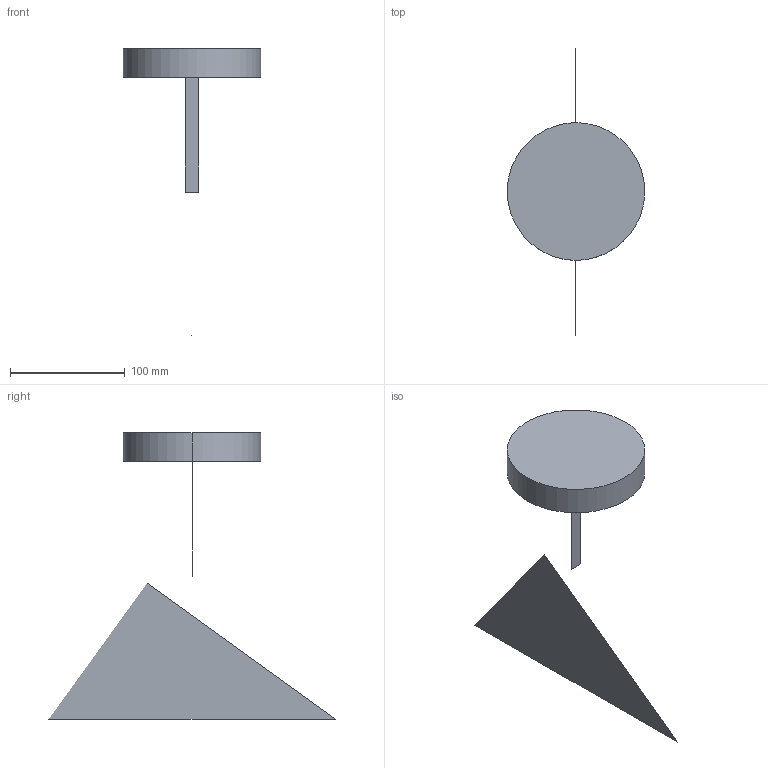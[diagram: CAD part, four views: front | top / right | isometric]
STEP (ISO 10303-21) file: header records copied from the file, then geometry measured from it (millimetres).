
FILE_DESCRIPTION(/* description */ (''),/* implementation_level */ '2;1');
FILE_NAME(/* name */ '1744.202_JUGEN',/* time_stamp */ '2023-01-18T18:11:55+01:00',/* author */ (''),/* organization */ (''),/* preprocessor_version */ 'ST-DEVELOPER v16.5',/* originating_system */ 'Rhino 7.15',/* authorisation */ '');
FILE_SCHEMA (('CONFIG_CONTROL_DESIGN'));
Length unit declared in the file: millimetre
Products named in the file (1): Document
Bounding box: 120 x 250 x 250 mm (x, y, z)
Volume: 282730.6 mm3; surface area: 232401.1 mm2
Topology: 1 solids, 4 shells, 9 faces, 24 edges, 17 vertices
Faces by surface type: cylinder 4, bspline 3, plane 2
Entity records: 511 total; most frequent: CARTESIAN_POINT 292, ORIENTED_EDGE 26, EDGE_CURVE 16, DIRECTION 15, VERTEX_POINT 12, EDGE_LOOP 10, AXIS2_PLACEMENT_3D 10, ADVANCED_FACE 9
